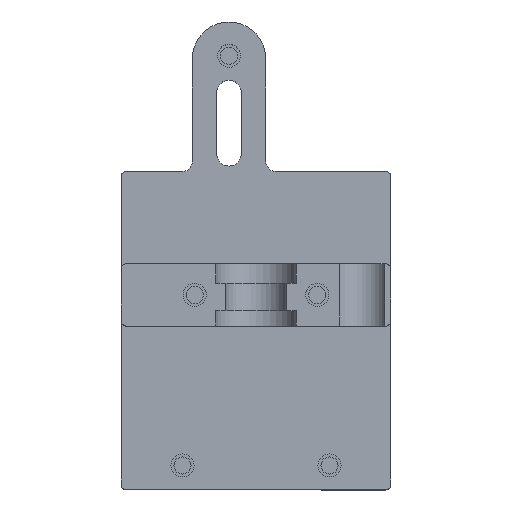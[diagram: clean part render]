
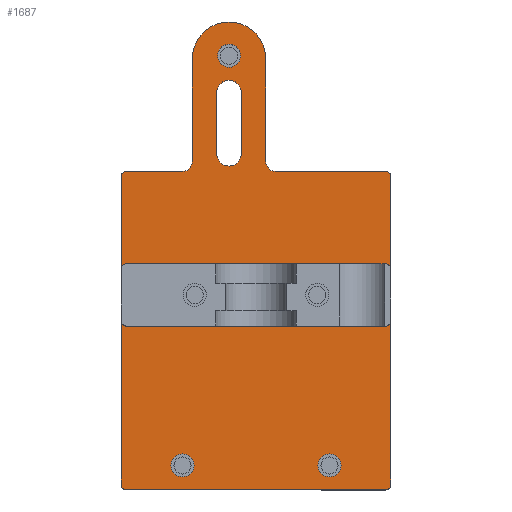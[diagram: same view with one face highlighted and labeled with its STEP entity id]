
A CAD part, top view. The second image highlights one B-rep face of the part: STEP entity #1687.
In plain terms, the highlighted planar face has unit normal (0, 0, 1).
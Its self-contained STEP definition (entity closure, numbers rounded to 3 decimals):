
#25=FACE_BOUND('',#230,.T.);
#26=FACE_BOUND('',#231,.T.);
#27=FACE_BOUND('',#232,.T.);
#28=FACE_BOUND('',#233,.T.);
#56=PLANE('',#1815);
#123=FACE_OUTER_BOUND('',#229,.T.);
#229=EDGE_LOOP('',(#1273,#1274,#1275,#1276,#1277,#1278,#1279,#1280,#1281,
#1282,#1283,#1284,#1285,#1286,#1287,#1288,#1289,#1290,#1291,#1292,#1293,
#1294,#1295,#1296,#1297,#1298));
#230=EDGE_LOOP('',(#1299));
#231=EDGE_LOOP('',(#1300,#1301,#1302,#1303));
#232=EDGE_LOOP('',(#1304));
#233=EDGE_LOOP('',(#1305));
#366=LINE('',#2639,#527);
#367=LINE('',#2643,#528);
#368=LINE('',#2647,#529);
#369=LINE('',#2651,#530);
#370=LINE('',#2655,#531);
#371=LINE('',#2657,#532);
#372=LINE('',#2659,#533);
#373=LINE('',#2663,#534);
#374=LINE('',#2667,#535);
#375=LINE('',#2671,#536);
#376=LINE('',#2675,#537);
#377=LINE('',#2679,#538);
#378=LINE('',#2683,#539);
#379=LINE('',#2687,#540);
#380=LINE('',#2688,#541);
#381=LINE('',#2695,#542);
#382=LINE('',#2698,#543);
#527=VECTOR('',#2109,10.);
#528=VECTOR('',#2112,10.);
#529=VECTOR('',#2115,10.);
#530=VECTOR('',#2118,10.);
#531=VECTOR('',#2121,10.);
#532=VECTOR('',#2122,10.);
#533=VECTOR('',#2123,10.);
#534=VECTOR('',#2126,10.);
#535=VECTOR('',#2129,10.);
#536=VECTOR('',#2132,10.);
#537=VECTOR('',#2135,10.);
#538=VECTOR('',#2138,10.);
#539=VECTOR('',#2141,10.);
#540=VECTOR('',#2144,10.);
#541=VECTOR('',#2145,10.);
#542=VECTOR('',#2150,10.);
#543=VECTOR('',#2153,10.);
#661=CIRCLE('',#1816,1.);
#662=CIRCLE('',#1817,1.);
#663=CIRCLE('',#1818,1.);
#664=CIRCLE('',#1819,1.);
#665=CIRCLE('',#1820,1.);
#666=CIRCLE('',#1821,1.);
#667=CIRCLE('',#1822,2.);
#668=CIRCLE('',#1823,7.5);
#669=CIRCLE('',#1824,2.);
#670=CIRCLE('',#1825,1.);
#671=CIRCLE('',#1826,1.);
#672=CIRCLE('',#1827,2.35);
#673=CIRCLE('',#1828,2.5);
#674=CIRCLE('',#1829,2.5);
#675=CIRCLE('',#1830,2.35);
#676=CIRCLE('',#1831,2.35);
#779=VERTEX_POINT('',#2637);
#780=VERTEX_POINT('',#2638);
#781=VERTEX_POINT('',#2640);
#782=VERTEX_POINT('',#2642);
#783=VERTEX_POINT('',#2644);
#784=VERTEX_POINT('',#2646);
#785=VERTEX_POINT('',#2648);
#786=VERTEX_POINT('',#2650);
#787=VERTEX_POINT('',#2652);
#788=VERTEX_POINT('',#2654);
#789=VERTEX_POINT('',#2656);
#790=VERTEX_POINT('',#2658);
#791=VERTEX_POINT('',#2660);
#792=VERTEX_POINT('',#2662);
#793=VERTEX_POINT('',#2664);
#794=VERTEX_POINT('',#2666);
#795=VERTEX_POINT('',#2668);
#796=VERTEX_POINT('',#2670);
#797=VERTEX_POINT('',#2672);
#798=VERTEX_POINT('',#2674);
#799=VERTEX_POINT('',#2676);
#800=VERTEX_POINT('',#2678);
#801=VERTEX_POINT('',#2680);
#802=VERTEX_POINT('',#2682);
#803=VERTEX_POINT('',#2684);
#804=VERTEX_POINT('',#2686);
#805=VERTEX_POINT('',#2689);
#806=VERTEX_POINT('',#2691);
#807=VERTEX_POINT('',#2692);
#808=VERTEX_POINT('',#2694);
#809=VERTEX_POINT('',#2696);
#810=VERTEX_POINT('',#2699);
#811=VERTEX_POINT('',#2701);
#964=EDGE_CURVE('',#779,#780,#366,.T.);
#965=EDGE_CURVE('',#781,#780,#661,.F.);
#966=EDGE_CURVE('',#781,#782,#367,.T.);
#967=EDGE_CURVE('',#783,#782,#662,.T.);
#968=EDGE_CURVE('',#783,#784,#368,.T.);
#969=EDGE_CURVE('',#785,#784,#663,.T.);
#970=EDGE_CURVE('',#785,#786,#369,.T.);
#971=EDGE_CURVE('',#787,#786,#664,.F.);
#972=EDGE_CURVE('',#787,#788,#370,.T.);
#973=EDGE_CURVE('',#789,#788,#371,.T.);
#974=EDGE_CURVE('',#789,#790,#372,.T.);
#975=EDGE_CURVE('',#791,#790,#665,.F.);
#976=EDGE_CURVE('',#791,#792,#373,.T.);
#977=EDGE_CURVE('',#793,#792,#666,.T.);
#978=EDGE_CURVE('',#793,#794,#374,.T.);
#979=EDGE_CURVE('',#795,#794,#667,.T.);
#980=EDGE_CURVE('',#796,#795,#375,.T.);
#981=EDGE_CURVE('',#797,#796,#668,.T.);
#982=EDGE_CURVE('',#798,#797,#376,.T.);
#983=EDGE_CURVE('',#799,#798,#669,.T.);
#984=EDGE_CURVE('',#799,#800,#377,.T.);
#985=EDGE_CURVE('',#801,#800,#670,.T.);
#986=EDGE_CURVE('',#801,#802,#378,.T.);
#987=EDGE_CURVE('',#803,#802,#671,.F.);
#988=EDGE_CURVE('',#803,#804,#379,.T.);
#989=EDGE_CURVE('',#804,#779,#380,.T.);
#990=EDGE_CURVE('',#805,#805,#672,.T.);
#991=EDGE_CURVE('',#806,#807,#673,.T.);
#992=EDGE_CURVE('',#807,#808,#381,.T.);
#993=EDGE_CURVE('',#808,#809,#674,.T.);
#994=EDGE_CURVE('',#809,#806,#382,.T.);
#995=EDGE_CURVE('',#810,#810,#675,.T.);
#996=EDGE_CURVE('',#811,#811,#676,.T.);
#1273=ORIENTED_EDGE('',*,*,#964,.T.);
#1274=ORIENTED_EDGE('',*,*,#965,.F.);
#1275=ORIENTED_EDGE('',*,*,#966,.T.);
#1276=ORIENTED_EDGE('',*,*,#967,.F.);
#1277=ORIENTED_EDGE('',*,*,#968,.T.);
#1278=ORIENTED_EDGE('',*,*,#969,.F.);
#1279=ORIENTED_EDGE('',*,*,#970,.T.);
#1280=ORIENTED_EDGE('',*,*,#971,.F.);
#1281=ORIENTED_EDGE('',*,*,#972,.T.);
#1282=ORIENTED_EDGE('',*,*,#973,.F.);
#1283=ORIENTED_EDGE('',*,*,#974,.T.);
#1284=ORIENTED_EDGE('',*,*,#975,.F.);
#1285=ORIENTED_EDGE('',*,*,#976,.T.);
#1286=ORIENTED_EDGE('',*,*,#977,.F.);
#1287=ORIENTED_EDGE('',*,*,#978,.T.);
#1288=ORIENTED_EDGE('',*,*,#979,.F.);
#1289=ORIENTED_EDGE('',*,*,#980,.F.);
#1290=ORIENTED_EDGE('',*,*,#981,.F.);
#1291=ORIENTED_EDGE('',*,*,#982,.F.);
#1292=ORIENTED_EDGE('',*,*,#983,.F.);
#1293=ORIENTED_EDGE('',*,*,#984,.T.);
#1294=ORIENTED_EDGE('',*,*,#985,.F.);
#1295=ORIENTED_EDGE('',*,*,#986,.T.);
#1296=ORIENTED_EDGE('',*,*,#987,.F.);
#1297=ORIENTED_EDGE('',*,*,#988,.T.);
#1298=ORIENTED_EDGE('',*,*,#989,.T.);
#1299=ORIENTED_EDGE('',*,*,#990,.T.);
#1300=ORIENTED_EDGE('',*,*,#991,.T.);
#1301=ORIENTED_EDGE('',*,*,#992,.T.);
#1302=ORIENTED_EDGE('',*,*,#993,.T.);
#1303=ORIENTED_EDGE('',*,*,#994,.T.);
#1304=ORIENTED_EDGE('',*,*,#995,.T.);
#1305=ORIENTED_EDGE('',*,*,#996,.T.);
#1687=ADVANCED_FACE('',(#123,#25,#26,#27,#28),#56,.T.);
#1815=AXIS2_PLACEMENT_3D('',#2636,#2107,#2108);
#1816=AXIS2_PLACEMENT_3D('',#2641,#2110,#2111);
#1817=AXIS2_PLACEMENT_3D('',#2645,#2113,#2114);
#1818=AXIS2_PLACEMENT_3D('',#2649,#2116,#2117);
#1819=AXIS2_PLACEMENT_3D('',#2653,#2119,#2120);
#1820=AXIS2_PLACEMENT_3D('',#2661,#2124,#2125);
#1821=AXIS2_PLACEMENT_3D('',#2665,#2127,#2128);
#1822=AXIS2_PLACEMENT_3D('',#2669,#2130,#2131);
#1823=AXIS2_PLACEMENT_3D('',#2673,#2133,#2134);
#1824=AXIS2_PLACEMENT_3D('',#2677,#2136,#2137);
#1825=AXIS2_PLACEMENT_3D('',#2681,#2139,#2140);
#1826=AXIS2_PLACEMENT_3D('',#2685,#2142,#2143);
#1827=AXIS2_PLACEMENT_3D('',#2690,#2146,#2147);
#1828=AXIS2_PLACEMENT_3D('',#2693,#2148,#2149);
#1829=AXIS2_PLACEMENT_3D('',#2697,#2151,#2152);
#1830=AXIS2_PLACEMENT_3D('',#2700,#2154,#2155);
#1831=AXIS2_PLACEMENT_3D('',#2702,#2156,#2157);
#2107=DIRECTION('center_axis',(0.,0.,1.));
#2108=DIRECTION('ref_axis',(1.,0.,0.));
#2109=DIRECTION('',(-1.,0.,0.));
#2110=DIRECTION('center_axis',(0.,0.,-1.));
#2111=DIRECTION('ref_axis',(-0.707,-0.707,0.));
#2112=DIRECTION('',(0.,-1.,0.));
#2113=DIRECTION('center_axis',(0.,0.,-1.));
#2114=DIRECTION('ref_axis',(-0.707,-0.707,0.));
#2115=DIRECTION('',(1.,0.,0.));
#2116=DIRECTION('center_axis',(0.,0.,-1.));
#2117=DIRECTION('ref_axis',(0.707,-0.707,0.));
#2118=DIRECTION('',(0.,1.,0.));
#2119=DIRECTION('center_axis',(0.,0.,-1.));
#2120=DIRECTION('ref_axis',(0.707,-0.707,0.));
#2121=DIRECTION('',(-1.,0.,0.));
#2122=DIRECTION('',(0.,-1.,0.));
#2123=DIRECTION('',(1.,0.,0.));
#2124=DIRECTION('center_axis',(0.,0.,-1.));
#2125=DIRECTION('ref_axis',(0.707,0.707,0.));
#2126=DIRECTION('',(0.,1.,0.));
#2127=DIRECTION('center_axis',(0.,0.,-1.));
#2128=DIRECTION('ref_axis',(0.707,0.707,0.));
#2129=DIRECTION('',(-1.,0.,0.));
#2130=DIRECTION('center_axis',(0.,0.,1.));
#2131=DIRECTION('ref_axis',(-0.707,-0.707,0.));
#2132=DIRECTION('',(0.,-1.,0.));
#2133=DIRECTION('center_axis',(0.,0.,-1.));
#2134=DIRECTION('ref_axis',(0.707,0.707,0.));
#2135=DIRECTION('',(0.,1.,0.));
#2136=DIRECTION('center_axis',(0.,0.,1.));
#2137=DIRECTION('ref_axis',(0.707,-0.707,0.));
#2138=DIRECTION('',(-1.,0.,0.));
#2139=DIRECTION('center_axis',(0.,0.,-1.));
#2140=DIRECTION('ref_axis',(-0.707,0.707,0.));
#2141=DIRECTION('',(0.,-1.,0.));
#2142=DIRECTION('center_axis',(0.,0.,-1.));
#2143=DIRECTION('ref_axis',(-0.707,0.707,0.));
#2144=DIRECTION('',(1.,0.,0.));
#2145=DIRECTION('',(0.,-1.,0.));
#2146=DIRECTION('center_axis',(0.,0.,-1.));
#2147=DIRECTION('ref_axis',(1.,0.,0.));
#2148=DIRECTION('center_axis',(0.,0.,-1.));
#2149=DIRECTION('ref_axis',(-1.,0.,0.));
#2150=DIRECTION('',(0.,1.,0.));
#2151=DIRECTION('center_axis',(0.,0.,-1.));
#2152=DIRECTION('ref_axis',(1.,0.,0.));
#2153=DIRECTION('',(0.,-1.,0.));
#2154=DIRECTION('center_axis',(0.,0.,-1.));
#2155=DIRECTION('ref_axis',(1.,0.,0.));
#2156=DIRECTION('center_axis',(0.,0.,-1.));
#2157=DIRECTION('ref_axis',(1.,0.,0.));
#2636=CARTESIAN_POINT('Origin',(42.5,41.75,9.));
#2637=CARTESIAN_POINT('',(32.5,34.15,9.));
#2638=CARTESIAN_POINT('',(16.,34.15,9.));
#2639=CARTESIAN_POINT('',(26.,34.15,9.));
#2640=CARTESIAN_POINT('',(15.,35.15,9.));
#2641=CARTESIAN_POINT('Origin',(16.,35.15,9.));
#2642=CARTESIAN_POINT('',(15.,1.75,9.));
#2643=CARTESIAN_POINT('',(15.,20.875,9.));
#2644=CARTESIAN_POINT('',(16.,0.75,9.));
#2645=CARTESIAN_POINT('Origin',(16.,1.75,9.));
#2646=CARTESIAN_POINT('',(69.,0.75,9.));
#2647=CARTESIAN_POINT('',(56.25,0.75,9.));
#2648=CARTESIAN_POINT('',(70.,1.75,9.));
#2649=CARTESIAN_POINT('Origin',(69.,1.75,9.));
#2650=CARTESIAN_POINT('',(70.,35.15,9.));
#2651=CARTESIAN_POINT('',(70.,62.625,9.));
#2652=CARTESIAN_POINT('',(69.,34.15,9.));
#2653=CARTESIAN_POINT('Origin',(69.,35.15,9.));
#2654=CARTESIAN_POINT('',(52.5,34.15,9.));
#2655=CARTESIAN_POINT('',(26.,34.15,9.));
#2656=CARTESIAN_POINT('',(52.5,46.85,9.));
#2657=CARTESIAN_POINT('',(52.5,83.5,9.));
#2658=CARTESIAN_POINT('',(69.,46.85,9.));
#2659=CARTESIAN_POINT('',(59.,46.85,9.));
#2660=CARTESIAN_POINT('',(70.,45.85,9.));
#2661=CARTESIAN_POINT('Origin',(69.,45.85,9.));
#2662=CARTESIAN_POINT('',(70.,64.75,9.));
#2663=CARTESIAN_POINT('',(70.,62.625,9.));
#2664=CARTESIAN_POINT('',(69.,65.75,9.));
#2665=CARTESIAN_POINT('Origin',(69.,64.75,9.));
#2666=CARTESIAN_POINT('',(46.5,65.75,9.));
#2667=CARTESIAN_POINT('',(28.75,65.75,9.));
#2668=CARTESIAN_POINT('',(44.5,67.75,9.));
#2669=CARTESIAN_POINT('Origin',(46.5,67.75,9.));
#2670=CARTESIAN_POINT('',(44.5,88.75,9.));
#2671=CARTESIAN_POINT('',(44.5,73.375,9.));
#2672=CARTESIAN_POINT('',(29.5,88.75,9.));
#2673=CARTESIAN_POINT('Origin',(37.,88.75,9.));
#2674=CARTESIAN_POINT('',(29.5,67.75,9.));
#2675=CARTESIAN_POINT('',(29.5,88.625,9.));
#2676=CARTESIAN_POINT('',(27.5,65.75,9.));
#2677=CARTESIAN_POINT('Origin',(27.5,67.75,9.));
#2678=CARTESIAN_POINT('',(16.,65.75,9.));
#2679=CARTESIAN_POINT('',(28.75,65.75,9.));
#2680=CARTESIAN_POINT('',(15.,64.75,9.));
#2681=CARTESIAN_POINT('Origin',(16.,64.75,9.));
#2682=CARTESIAN_POINT('',(15.,45.85,9.));
#2683=CARTESIAN_POINT('',(15.,20.875,9.));
#2684=CARTESIAN_POINT('',(16.,46.85,9.));
#2685=CARTESIAN_POINT('Origin',(16.,45.85,9.));
#2686=CARTESIAN_POINT('',(32.5,46.85,9.));
#2687=CARTESIAN_POINT('',(59.,46.85,9.));
#2688=CARTESIAN_POINT('',(32.5,83.5,9.));
#2689=CARTESIAN_POINT('',(34.65,89.35,9.));
#2690=CARTESIAN_POINT('Origin',(37.,89.35,9.));
#2691=CARTESIAN_POINT('',(39.5,69.35,9.));
#2692=CARTESIAN_POINT('',(34.5,69.35,9.));
#2693=CARTESIAN_POINT('Origin',(37.,69.35,9.));
#2694=CARTESIAN_POINT('',(34.5,81.85,9.));
#2695=CARTESIAN_POINT('',(34.5,55.55,9.));
#2696=CARTESIAN_POINT('',(39.5,81.85,9.));
#2697=CARTESIAN_POINT('Origin',(37.,81.85,9.));
#2698=CARTESIAN_POINT('',(39.5,61.8,9.));
#2699=CARTESIAN_POINT('',(55.15,5.75,9.));
#2700=CARTESIAN_POINT('Origin',(57.5,5.75,9.));
#2701=CARTESIAN_POINT('',(25.15,5.75,9.));
#2702=CARTESIAN_POINT('Origin',(27.5,5.75,9.));
